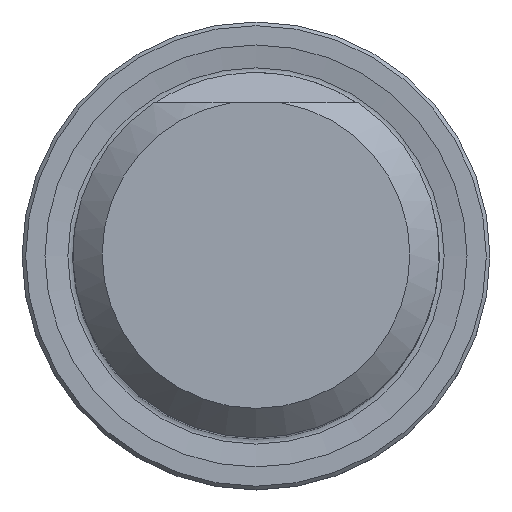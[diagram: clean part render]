
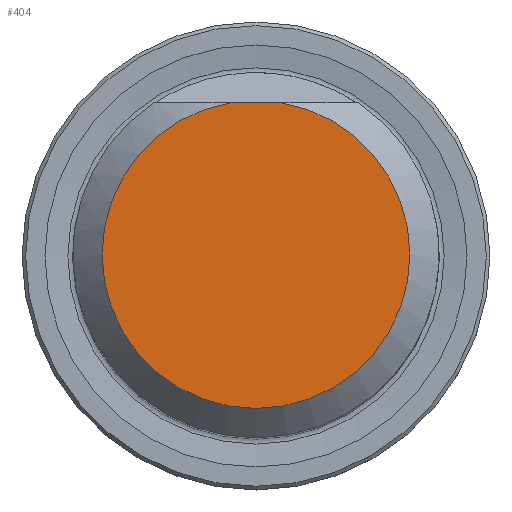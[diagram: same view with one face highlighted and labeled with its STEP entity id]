
A CAD part, top view. The second image highlights one B-rep face of the part: STEP entity #404.
In plain terms, the highlighted planar face has unit normal (0, 0, 1).
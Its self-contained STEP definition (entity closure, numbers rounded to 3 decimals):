
#404=ADVANCED_FACE('',(#839),#718,.T.);
#718=PLANE('',#5951);
#839=FACE_OUTER_BOUND('',#1146,.T.);
#1146=EDGE_LOOP('',(#2188,#2189));
#1509=CIRCLE('',#5950,10.492);
#2188=ORIENTED_EDGE('',*,*,#4481,.F.);
#2189=ORIENTED_EDGE('',*,*,#4482,.T.);
#3881=VERTEX_POINT('',#8625);
#3882=VERTEX_POINT('',#8626);
#4481=EDGE_CURVE('',#3881,#3882,#5254,.T.);
#4482=EDGE_CURVE('',#3881,#3882,#1509,.T.);
#5254=LINE('',#8624,#5582);
#5582=VECTOR('',#6728,1.);
#5950=AXIS2_PLACEMENT_3D('',#8627,#6729,#6730);
#5951=AXIS2_PLACEMENT_3D('',#8628,#6731,#6732);
#6728=DIRECTION('',(1.,0.,0.));
#6729=DIRECTION('',(0.,0.,1.));
#6730=DIRECTION('',(0.,-1.,0.));
#6731=DIRECTION('',(0.,0.,1.));
#6732=DIRECTION('',(0.,-1.,0.));
#8624=CARTESIAN_POINT('',(0.,10.343,56.));
#8625=CARTESIAN_POINT('',(-1.759,10.343,56.));
#8626=CARTESIAN_POINT('',(1.759,10.343,56.));
#8627=CARTESIAN_POINT('',(0.,0.,56.));
#8628=CARTESIAN_POINT('',(0.,0.,56.));
